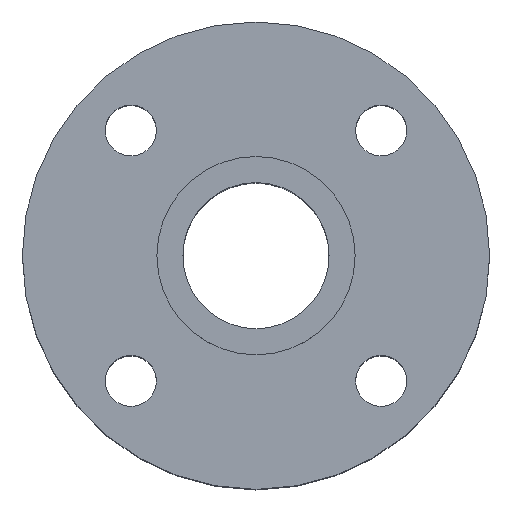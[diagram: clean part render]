
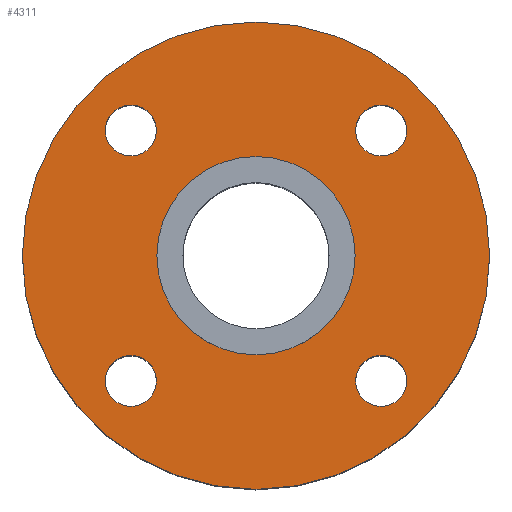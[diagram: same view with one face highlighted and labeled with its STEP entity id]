
A CAD part, top view. The second image highlights one B-rep face of the part: STEP entity #4311.
In plain terms, the highlighted planar face has unit normal (0, 0, 1).
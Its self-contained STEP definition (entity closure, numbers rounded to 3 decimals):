
#11 = EDGE_CURVE ( 'NONE', #4889, #9810, #22413, .T. ) ;
#745 = VERTEX_POINT ( 'NONE', #2543 ) ;
#976 = CARTESIAN_POINT ( 'NONE',  ( -44.194, -44.194, -1.2 ) ) ;
#1278 = ORIENTED_EDGE ( 'NONE', *, *, #16689, .T. ) ;
#1565 = AXIS2_PLACEMENT_3D ( 'NONE', #15883, #27684, #16031 ) ;
#1821 = DIRECTION ( 'NONE',  ( 0., 0., 1. ) ) ;
#1918 = CARTESIAN_POINT ( 'NONE',  ( 0., 0., -1.2 ) ) ;
#1998 = EDGE_LOOP ( 'NONE', ( #1278, #17520 ) ) ;
#2543 = CARTESIAN_POINT ( 'NONE',  ( 82.5, 0., -1.2 ) ) ;
#2618 = VERTEX_POINT ( 'NONE', #18559 ) ;
#2704 = EDGE_LOOP ( 'NONE', ( #3996, #8595 ) ) ;
#2828 = FACE_OUTER_BOUND ( 'NONE', #1998, .T. ) ;
#2940 = EDGE_LOOP ( 'NONE', ( #23109, #29194 ) ) ;
#3046 = CARTESIAN_POINT ( 'NONE',  ( -82.5, 0., -1.2 ) ) ;
#3216 = ORIENTED_EDGE ( 'NONE', *, *, #21587, .F. ) ;
#3996 = ORIENTED_EDGE ( 'NONE', *, *, #9445, .F. ) ;
#4006 = CARTESIAN_POINT ( 'NONE',  ( 35.194, -44.194, -1.2 ) ) ;
#4050 = DIRECTION ( 'NONE',  ( 0., -1., 0. ) ) ;
#4102 = ORIENTED_EDGE ( 'NONE', *, *, #24651, .F. ) ;
#4311 = ADVANCED_FACE ( 'NONE', ( #21176, #4850, #21637, #19310, #28784, #2828 ), #12304, .F. ) ;
#4424 = VERTEX_POINT ( 'NONE', #15422 ) ;
#4599 = CARTESIAN_POINT ( 'NONE',  ( 44.194, 44.194, -1.2 ) ) ;
#4850 = FACE_BOUND ( 'NONE', #8365, .T. ) ;
#4889 = VERTEX_POINT ( 'NONE', #7106 ) ;
#4890 = VERTEX_POINT ( 'NONE', #14847 ) ;
#4904 = CARTESIAN_POINT ( 'NONE',  ( -35.194, -44.194, -1.2 ) ) ;
#5041 = EDGE_CURVE ( 'NONE', #20404, #745, #5159, .T. ) ;
#5159 = CIRCLE ( 'NONE', #9138, 82.5 ) ;
#5220 = VERTEX_POINT ( 'NONE', #22875 ) ;
#5517 = DIRECTION ( 'NONE',  ( 0., 0., 1. ) ) ;
#5726 = ORIENTED_EDGE ( 'NONE', *, *, #16784, .F. ) ;
#5799 = CIRCLE ( 'NONE', #23700, 82.5 ) ;
#5829 = CIRCLE ( 'NONE', #6312, 9. ) ;
#6117 = DIRECTION ( 'NONE',  ( 1., 0., 0. ) ) ;
#6312 = AXIS2_PLACEMENT_3D ( 'NONE', #24653, #5517, #15019 ) ;
#6438 = CARTESIAN_POINT ( 'NONE',  ( -35.194, 44.194, -1.2 ) ) ;
#7106 = CARTESIAN_POINT ( 'NONE',  ( -53.194, 44.194, -1.2 ) ) ;
#7645 = AXIS2_PLACEMENT_3D ( 'NONE', #9665, #28931, #28627 ) ;
#7971 = CARTESIAN_POINT ( 'NONE',  ( 0., 0., -1.2 ) ) ;
#8365 = EDGE_LOOP ( 'NONE', ( #5726, #3216 ) ) ;
#8595 = ORIENTED_EDGE ( 'NONE', *, *, #10338, .F. ) ;
#8811 = CIRCLE ( 'NONE', #10804, 9. ) ;
#9028 = VERTEX_POINT ( 'NONE', #29385 ) ;
#9138 = AXIS2_PLACEMENT_3D ( 'NONE', #1918, #30054, #23060 ) ;
#9445 = EDGE_CURVE ( 'NONE', #4424, #4890, #10141, .T. ) ;
#9665 = CARTESIAN_POINT ( 'NONE',  ( 0., 35., -1.2 ) ) ;
#9770 = AXIS2_PLACEMENT_3D ( 'NONE', #976, #16854, #9990 ) ;
#9810 = VERTEX_POINT ( 'NONE', #6438 ) ;
#9990 = DIRECTION ( 'NONE',  ( -1., 0., 0. ) ) ;
#10141 = CIRCLE ( 'NONE', #27521, 9. ) ;
#10338 = EDGE_CURVE ( 'NONE', #4890, #4424, #29529, .T. ) ;
#10443 = DIRECTION ( 'NONE',  ( 0., 0., 1. ) ) ;
#10593 = DIRECTION ( 'NONE',  ( 1., 0., 0. ) ) ;
#10804 = AXIS2_PLACEMENT_3D ( 'NONE', #19287, #19584, #24107 ) ;
#11215 = AXIS2_PLACEMENT_3D ( 'NONE', #26774, #21505, #14366 ) ;
#11700 = ORIENTED_EDGE ( 'NONE', *, *, #13070, .F. ) ;
#12304 = PLANE ( 'NONE',  #7645 ) ;
#12849 = EDGE_CURVE ( 'NONE', #9028, #15082, #24627, .T. ) ;
#13070 = EDGE_CURVE ( 'NONE', #2618, #22130, #13210, .T. ) ;
#13210 = CIRCLE ( 'NONE', #16182, 9. ) ;
#13550 = DIRECTION ( 'NONE',  ( 0., 0., 1. ) ) ;
#13731 = DIRECTION ( 'NONE',  ( -1., 0., 0. ) ) ;
#14366 = DIRECTION ( 'NONE',  ( 1., 0., 0. ) ) ;
#14706 = CIRCLE ( 'NONE', #11215, 35. ) ;
#14769 = EDGE_CURVE ( 'NONE', #15082, #9028, #14706, .T. ) ;
#14847 = CARTESIAN_POINT ( 'NONE',  ( 35.194, 44.194, -1.2 ) ) ;
#15019 = DIRECTION ( 'NONE',  ( 0., 1., 0. ) ) ;
#15082 = VERTEX_POINT ( 'NONE', #28913 ) ;
#15286 = ORIENTED_EDGE ( 'NONE', *, *, #11, .F. ) ;
#15422 = CARTESIAN_POINT ( 'NONE',  ( 53.194, 44.194, -1.2 ) ) ;
#15715 = AXIS2_PLACEMENT_3D ( 'NONE', #20721, #21025, #13731 ) ;
#15883 = CARTESIAN_POINT ( 'NONE',  ( -44.194, 44.194, -1.2 ) ) ;
#16031 = DIRECTION ( 'NONE',  ( 0., 1., 0. ) ) ;
#16130 = CARTESIAN_POINT ( 'NONE',  ( 44.194, 44.194, -1.2 ) ) ;
#16182 = AXIS2_PLACEMENT_3D ( 'NONE', #25511, #13550, #4050 ) ;
#16558 = EDGE_CURVE ( 'NONE', #9810, #4889, #5829, .T. ) ;
#16689 = EDGE_CURVE ( 'NONE', #745, #20404, #5799, .T. ) ;
#16784 = EDGE_CURVE ( 'NONE', #30041, #5220, #25183, .T. ) ;
#16854 = DIRECTION ( 'NONE',  ( 0., 0., 1. ) ) ;
#17520 = ORIENTED_EDGE ( 'NONE', *, *, #5041, .T. ) ;
#18559 = CARTESIAN_POINT ( 'NONE',  ( 53.194, -44.194, -1.2 ) ) ;
#19287 = CARTESIAN_POINT ( 'NONE',  ( 44.194, -44.194, -1.2 ) ) ;
#19310 = FACE_BOUND ( 'NONE', #2704, .T. ) ;
#19584 = DIRECTION ( 'NONE',  ( 0., 0., 1. ) ) ;
#20404 = VERTEX_POINT ( 'NONE', #3046 ) ;
#20721 = CARTESIAN_POINT ( 'NONE',  ( -44.194, -44.194, -1.2 ) ) ;
#21025 = DIRECTION ( 'NONE',  ( 0., 0., 1. ) ) ;
#21092 = DIRECTION ( 'NONE',  ( 1., 0., 0. ) ) ;
#21176 = FACE_BOUND ( 'NONE', #29167, .T. ) ;
#21505 = DIRECTION ( 'NONE',  ( 0., 0., 1. ) ) ;
#21587 = EDGE_CURVE ( 'NONE', #5220, #30041, #23152, .T. ) ;
#21637 = FACE_BOUND ( 'NONE', #21754, .T. ) ;
#21754 = EDGE_LOOP ( 'NONE', ( #26590, #15286 ) ) ;
#22130 = VERTEX_POINT ( 'NONE', #4006 ) ;
#22142 = DIRECTION ( 'NONE',  ( 0., 0., 1. ) ) ;
#22413 = CIRCLE ( 'NONE', #1565, 9. ) ;
#22875 = CARTESIAN_POINT ( 'NONE',  ( -53.194, -44.194, -1.2 ) ) ;
#23060 = DIRECTION ( 'NONE',  ( 1., 0., 0. ) ) ;
#23109 = ORIENTED_EDGE ( 'NONE', *, *, #12849, .F. ) ;
#23152 = CIRCLE ( 'NONE', #15715, 9. ) ;
#23636 = AXIS2_PLACEMENT_3D ( 'NONE', #27410, #22142, #6117 ) ;
#23700 = AXIS2_PLACEMENT_3D ( 'NONE', #7971, #10443, #10593 ) ;
#24107 = DIRECTION ( 'NONE',  ( 0., -1., 0. ) ) ;
#24627 = CIRCLE ( 'NONE', #23636, 35. ) ;
#24651 = EDGE_CURVE ( 'NONE', #22130, #2618, #8811, .T. ) ;
#24653 = CARTESIAN_POINT ( 'NONE',  ( -44.194, 44.194, -1.2 ) ) ;
#25183 = CIRCLE ( 'NONE', #9770, 9. ) ;
#25511 = CARTESIAN_POINT ( 'NONE',  ( 44.194, -44.194, -1.2 ) ) ;
#25901 = DIRECTION ( 'NONE',  ( 0., 0., 1. ) ) ;
#26590 = ORIENTED_EDGE ( 'NONE', *, *, #16558, .F. ) ;
#26774 = CARTESIAN_POINT ( 'NONE',  ( 0., 0., -1.2 ) ) ;
#27410 = CARTESIAN_POINT ( 'NONE',  ( 0., 0., -1.2 ) ) ;
#27521 = AXIS2_PLACEMENT_3D ( 'NONE', #16130, #25901, #30410 ) ;
#27543 = AXIS2_PLACEMENT_3D ( 'NONE', #4599, #1821, #21092 ) ;
#27684 = DIRECTION ( 'NONE',  ( 0., 0., 1. ) ) ;
#28627 = DIRECTION ( 'NONE',  ( -1., 0., 0. ) ) ;
#28784 = FACE_BOUND ( 'NONE', #2940, .T. ) ;
#28913 = CARTESIAN_POINT ( 'NONE',  ( -35., 0., -1.2 ) ) ;
#28931 = DIRECTION ( 'NONE',  ( 0., 0., -1. ) ) ;
#29167 = EDGE_LOOP ( 'NONE', ( #11700, #4102 ) ) ;
#29194 = ORIENTED_EDGE ( 'NONE', *, *, #14769, .F. ) ;
#29385 = CARTESIAN_POINT ( 'NONE',  ( 35., 0., -1.2 ) ) ;
#29529 = CIRCLE ( 'NONE', #27543, 9. ) ;
#30041 = VERTEX_POINT ( 'NONE', #4904 ) ;
#30054 = DIRECTION ( 'NONE',  ( 0., 0., 1. ) ) ;
#30410 = DIRECTION ( 'NONE',  ( 1., 0., 0. ) ) ;
